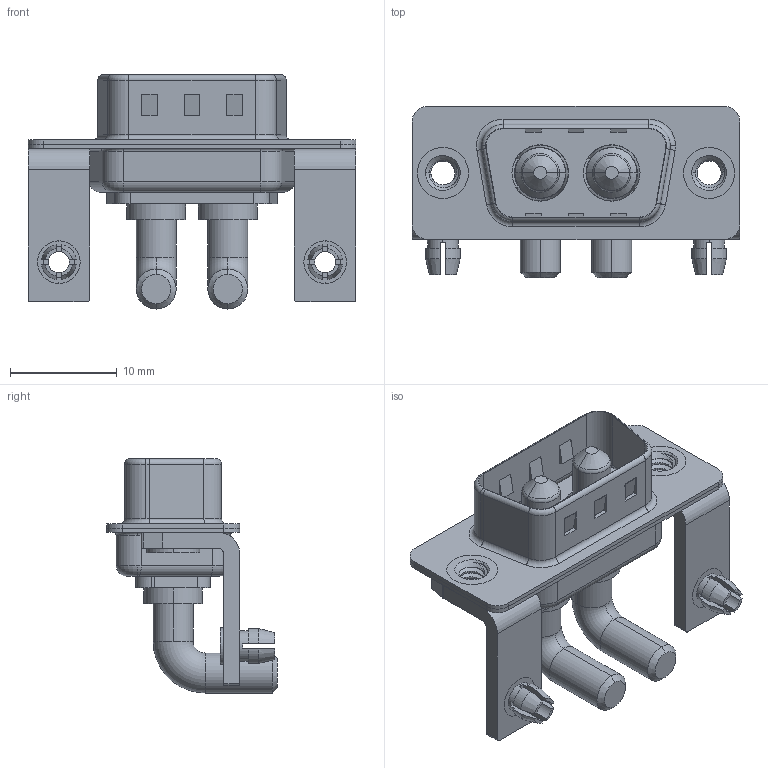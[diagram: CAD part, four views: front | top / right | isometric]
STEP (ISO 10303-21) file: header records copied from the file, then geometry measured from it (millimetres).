
FILE_DESCRIPTION (( 'STEP AP203' ), '1' );
FILE_NAME ('629-2W2-640-4N3.STEP', '2022-05-04T01:06:20', ( '' ), ( '' ), 'SwSTEP 2.0', 'SolidWorks 2020', '' );
FILE_SCHEMA (( 'CONFIG_CONTROL_DESIGN' ));
Length unit declared in the file: millimetre
Products named in the file (8): 629Combo Shell Front_09 Contacts; 629Combo Shell Rear_09 Contacts; 629Combo Threaded Rivet_3; 629Combo Housing_2W2; Power Pin_40A RA; 629Combo Board Lock; 629-2W2-640-4N3; 629Combo Stabilizer Bracket
Assembly tree (11 placements, depth 2):
  629-2W2-640-4N3
    629Combo Housing_2W2
    629Combo Shell Rear_09 Contacts
    629Combo Shell Front_09 Contacts
    629Combo Threaded Rivet_3  x2
    629Combo Stabilizer Bracket  x2
    629Combo Board Lock  x2
    Power Pin_40A RA  x2
Bounding box: 30.8 x 16.05 x 21.98 mm (x, y, z)
Volume: 2035.6 mm3; surface area: 4660.2 mm2
Topology: 13 solids, 13 shells, 522 faces, 1291 edges, 816 vertices
Faces by surface type: cylinder 221, plane 195, torus 58, cone 40, bspline 8
Entity records: 13904 total; most frequent: CARTESIAN_POINT 3510, DIRECTION 2103, ORIENTED_EDGE 1906, EDGE_CURVE 953, AXIS2_PLACEMENT_3D 808, VERTEX_POINT 601, LINE 487, VECTOR 487
